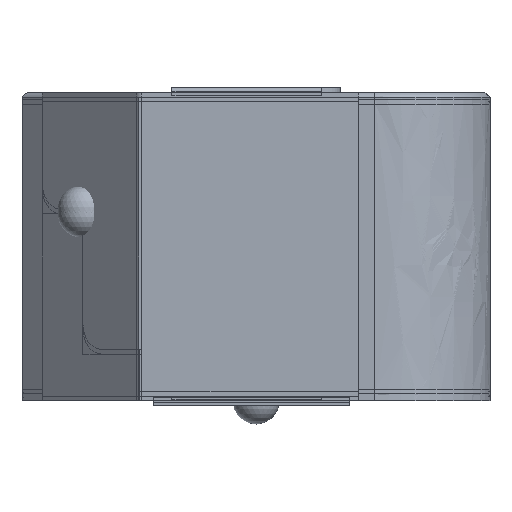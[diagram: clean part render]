
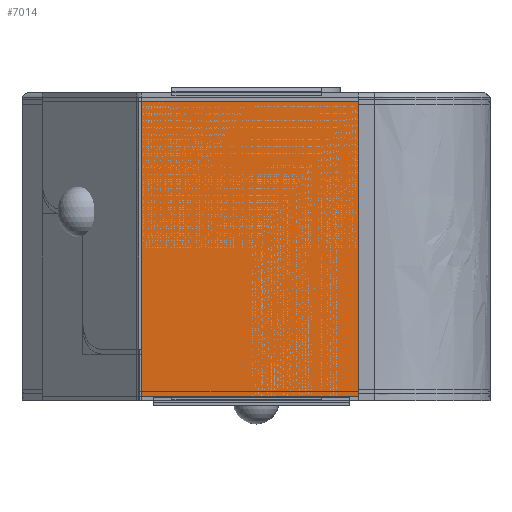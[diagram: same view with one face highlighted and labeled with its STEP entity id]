
A CAD part, left-side view. The second image highlights one B-rep face of the part: STEP entity #7014.
In plain terms, the highlighted planar face has unit normal (-1, 0, 0).
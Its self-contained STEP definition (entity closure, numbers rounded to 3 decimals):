
#5921 = CYLINDRICAL_SURFACE('',#5922,0.15);
#5922 = AXIS2_PLACEMENT_3D('',#5923,#5924,#5925);
#5923 = CARTESIAN_POINT('',(-5.18,2.449,0.1));
#5924 = DIRECTION('',(0.,0.,1.));
#5925 = DIRECTION('',(-1.,0.,0.));
#6323 = EDGE_CURVE('',#6324,#6326,#6328,.T.);
#6324 = VERTEX_POINT('',#6325);
#6325 = CARTESIAN_POINT('',(-5.33,2.449,0.1));
#6326 = VERTEX_POINT('',#6327);
#6327 = CARTESIAN_POINT('',(-5.33,2.449,6.4));
#6328 = SURFACE_CURVE('',#6329,(#6333,#6340),.PCURVE_S1.);
#6329 = LINE('',#6330,#6331);
#6330 = CARTESIAN_POINT('',(-5.33,2.449,0.1));
#6331 = VECTOR('',#6332,1.);
#6332 = DIRECTION('',(0.,0.,1.));
#6333 = PCURVE('',#5921,#6334);
#6334 = DEFINITIONAL_REPRESENTATION('',(#6335),#6339);
#6335 = LINE('',#6336,#6337);
#6336 = CARTESIAN_POINT('',(-0.,0.));
#6337 = VECTOR('',#6338,1.);
#6338 = DIRECTION('',(-0.,1.));
#6339 = ( GEOMETRIC_REPRESENTATION_CONTEXT(2) 
PARAMETRIC_REPRESENTATION_CONTEXT() REPRESENTATION_CONTEXT('2D SPACE',''
  ) );
#6340 = PCURVE('',#6341,#6346);
#6341 = PLANE('',#6342);
#6342 = AXIS2_PLACEMENT_3D('',#6343,#6344,#6345);
#6343 = CARTESIAN_POINT('',(-5.33,-2.2,0.1));
#6344 = DIRECTION('',(-1.,0.,0.));
#6345 = DIRECTION('',(0.,1.,0.));
#6346 = DEFINITIONAL_REPRESENTATION('',(#6347),#6351);
#6347 = LINE('',#6348,#6349);
#6348 = CARTESIAN_POINT('',(4.649,0.));
#6349 = VECTOR('',#6350,1.);
#6350 = DIRECTION('',(0.,-1.));
#6351 = ( GEOMETRIC_REPRESENTATION_CONTEXT(2) 
PARAMETRIC_REPRESENTATION_CONTEXT() REPRESENTATION_CONTEXT('2D SPACE',''
  ) );
#6758 = PLANE('',#6759);
#6759 = AXIS2_PLACEMENT_3D('',#6760,#6761,#6762);
#6760 = CARTESIAN_POINT('',(-5.33,-2.2,0.1));
#6761 = DIRECTION('',(0.,1.,0.));
#6762 = DIRECTION('',(1.,0.,0.));
#7014 = ADVANCED_FACE('',(#7015),#6341,.T.);
#7015 = FACE_BOUND('',#7016,.T.);
#7016 = EDGE_LOOP('',(#7017,#7045,#7068,#7094));
#7017 = ORIENTED_EDGE('',*,*,#7018,.F.);
#7018 = EDGE_CURVE('',#7019,#6324,#7021,.T.);
#7019 = VERTEX_POINT('',#7020);
#7020 = CARTESIAN_POINT('',(-5.33,-2.2,0.1));
#7021 = SURFACE_CURVE('',#7022,(#7026,#7033),.PCURVE_S1.);
#7022 = LINE('',#7023,#7024);
#7023 = CARTESIAN_POINT('',(-5.33,-2.2,0.1));
#7024 = VECTOR('',#7025,1.);
#7025 = DIRECTION('',(0.,1.,0.));
#7026 = PCURVE('',#6341,#7027);
#7027 = DEFINITIONAL_REPRESENTATION('',(#7028),#7032);
#7028 = LINE('',#7029,#7030);
#7029 = CARTESIAN_POINT('',(0.,0.));
#7030 = VECTOR('',#7031,1.);
#7031 = DIRECTION('',(1.,0.));
#7032 = ( GEOMETRIC_REPRESENTATION_CONTEXT(2) 
PARAMETRIC_REPRESENTATION_CONTEXT() REPRESENTATION_CONTEXT('2D SPACE',''
  ) );
#7033 = PCURVE('',#7034,#7039);
#7034 = PLANE('',#7035);
#7035 = AXIS2_PLACEMENT_3D('',#7036,#7037,#7038);
#7036 = CARTESIAN_POINT('',(-5.33,-2.2,0.));
#7037 = DIRECTION('',(-1.,0.,0.));
#7038 = DIRECTION('',(0.,1.,0.));
#7039 = DEFINITIONAL_REPRESENTATION('',(#7040),#7044);
#7040 = LINE('',#7041,#7042);
#7041 = CARTESIAN_POINT('',(0.,-0.1));
#7042 = VECTOR('',#7043,1.);
#7043 = DIRECTION('',(1.,0.));
#7044 = ( GEOMETRIC_REPRESENTATION_CONTEXT(2) 
PARAMETRIC_REPRESENTATION_CONTEXT() REPRESENTATION_CONTEXT('2D SPACE',''
  ) );
#7045 = ORIENTED_EDGE('',*,*,#7046,.T.);
#7046 = EDGE_CURVE('',#7019,#7047,#7049,.T.);
#7047 = VERTEX_POINT('',#7048);
#7048 = CARTESIAN_POINT('',(-5.33,-2.2,6.4));
#7049 = SURFACE_CURVE('',#7050,(#7054,#7061),.PCURVE_S1.);
#7050 = LINE('',#7051,#7052);
#7051 = CARTESIAN_POINT('',(-5.33,-2.2,0.1));
#7052 = VECTOR('',#7053,1.);
#7053 = DIRECTION('',(0.,0.,1.));
#7054 = PCURVE('',#6341,#7055);
#7055 = DEFINITIONAL_REPRESENTATION('',(#7056),#7060);
#7056 = LINE('',#7057,#7058);
#7057 = CARTESIAN_POINT('',(0.,0.));
#7058 = VECTOR('',#7059,1.);
#7059 = DIRECTION('',(0.,-1.));
#7060 = ( GEOMETRIC_REPRESENTATION_CONTEXT(2) 
PARAMETRIC_REPRESENTATION_CONTEXT() REPRESENTATION_CONTEXT('2D SPACE',''
  ) );
#7061 = PCURVE('',#6758,#7062);
#7062 = DEFINITIONAL_REPRESENTATION('',(#7063),#7067);
#7063 = LINE('',#7064,#7065);
#7064 = CARTESIAN_POINT('',(0.,0.));
#7065 = VECTOR('',#7066,1.);
#7066 = DIRECTION('',(0.,-1.));
#7067 = ( GEOMETRIC_REPRESENTATION_CONTEXT(2) 
PARAMETRIC_REPRESENTATION_CONTEXT() REPRESENTATION_CONTEXT('2D SPACE',''
  ) );
#7068 = ORIENTED_EDGE('',*,*,#7069,.T.);
#7069 = EDGE_CURVE('',#7047,#6326,#7070,.T.);
#7070 = SURFACE_CURVE('',#7071,(#7075,#7082),.PCURVE_S1.);
#7071 = LINE('',#7072,#7073);
#7072 = CARTESIAN_POINT('',(-5.33,-2.2,6.4));
#7073 = VECTOR('',#7074,1.);
#7074 = DIRECTION('',(0.,1.,0.));
#7075 = PCURVE('',#6341,#7076);
#7076 = DEFINITIONAL_REPRESENTATION('',(#7077),#7081);
#7077 = LINE('',#7078,#7079);
#7078 = CARTESIAN_POINT('',(0.,-6.3));
#7079 = VECTOR('',#7080,1.);
#7080 = DIRECTION('',(1.,0.));
#7081 = ( GEOMETRIC_REPRESENTATION_CONTEXT(2) 
PARAMETRIC_REPRESENTATION_CONTEXT() REPRESENTATION_CONTEXT('2D SPACE',''
  ) );
#7082 = PCURVE('',#7083,#7088);
#7083 = PLANE('',#7084);
#7084 = AXIS2_PLACEMENT_3D('',#7085,#7086,#7087);
#7085 = CARTESIAN_POINT('',(-5.33,-2.2,6.4));
#7086 = DIRECTION('',(-1.,0.,0.));
#7087 = DIRECTION('',(0.,1.,0.));
#7088 = DEFINITIONAL_REPRESENTATION('',(#7089),#7093);
#7089 = LINE('',#7090,#7091);
#7090 = CARTESIAN_POINT('',(0.,0.));
#7091 = VECTOR('',#7092,1.);
#7092 = DIRECTION('',(1.,0.));
#7093 = ( GEOMETRIC_REPRESENTATION_CONTEXT(2) 
PARAMETRIC_REPRESENTATION_CONTEXT() REPRESENTATION_CONTEXT('2D SPACE',''
  ) );
#7094 = ORIENTED_EDGE('',*,*,#6323,.F.);
